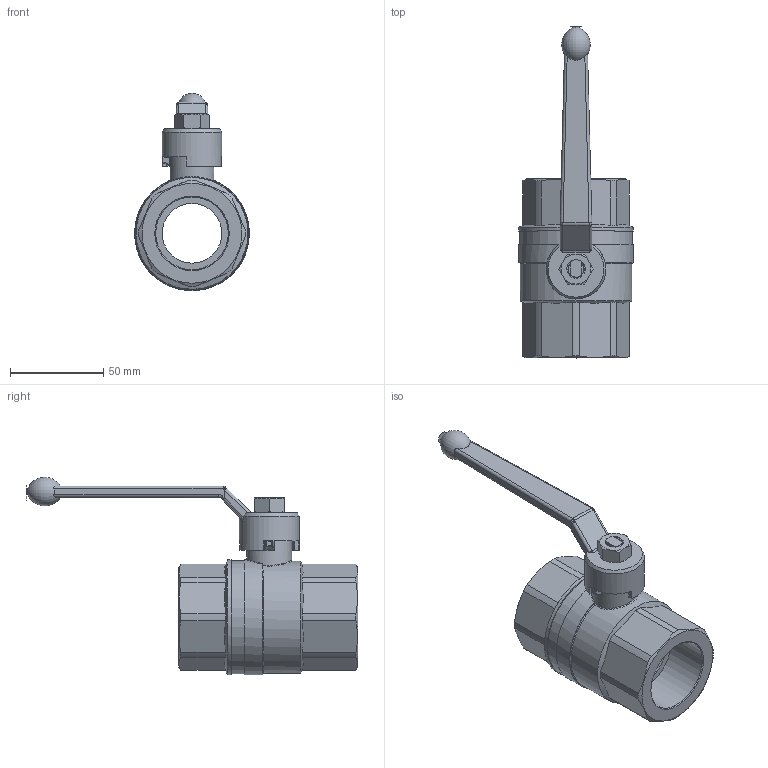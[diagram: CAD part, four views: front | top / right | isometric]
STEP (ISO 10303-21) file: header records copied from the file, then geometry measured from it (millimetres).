
FILE_DESCRIPTION(/* description */ ('Unknown'),/* implementation_level */ '2;1');
FILE_NAME(/* name */ '860-07',/* time_stamp */ '2022-08-09T12:40:38+02:00',/* author */ ('Unknown'),/* organization */ ('Unknown'),/* preprocessor_version */ 'ST-DEVELOPER v16.7',/* originating_system */ 'Solid Edge',/* authorisation */ 'Unknown');
FILE_SCHEMA (('AUTOMOTIVE_DESIGN {1 0 10303 214 3 1 1}'));
Length unit declared in the file: millimetre
Products named in the file (4): 2.104.032; 2.104-105-106.032; Hebel f. 2.104-105.032, 040; M10_MU.1_0
Assembly tree (3 placements, depth 2):
  2.104.032
    2.104-105-106.032
    Hebel f. 2.104-105.032, 040
    M10_MU.1_0
Bounding box: 61.5 x 177.82 x 105.82 mm (x, y, z)
Volume: 182196.6 mm3; surface area: 44002.6 mm2
Topology: 3 solids, 3 shells, 192 faces, 509 edges, 327 vertices
Faces by surface type: cylinder 70, plane 69, bspline 21, cone 19, sphere 8, torus 5
Full cylindrical faces by diameter (mm): 10.5 x1, 24 x1, 28 x1, 32 x2, 38.952 x2, 60 x1, 60.5 x1, 61.5 x2
Entity records: 8679 total; most frequent: CARTESIAN_POINT 3395, ORIENTED_EDGE 948, DIRECTION 846, EDGE_CURVE 474, AXIS2_PLACEMENT_3D 346, VERTEX_POINT 314, FACE_BOUND 224, EDGE_LOOP 223
